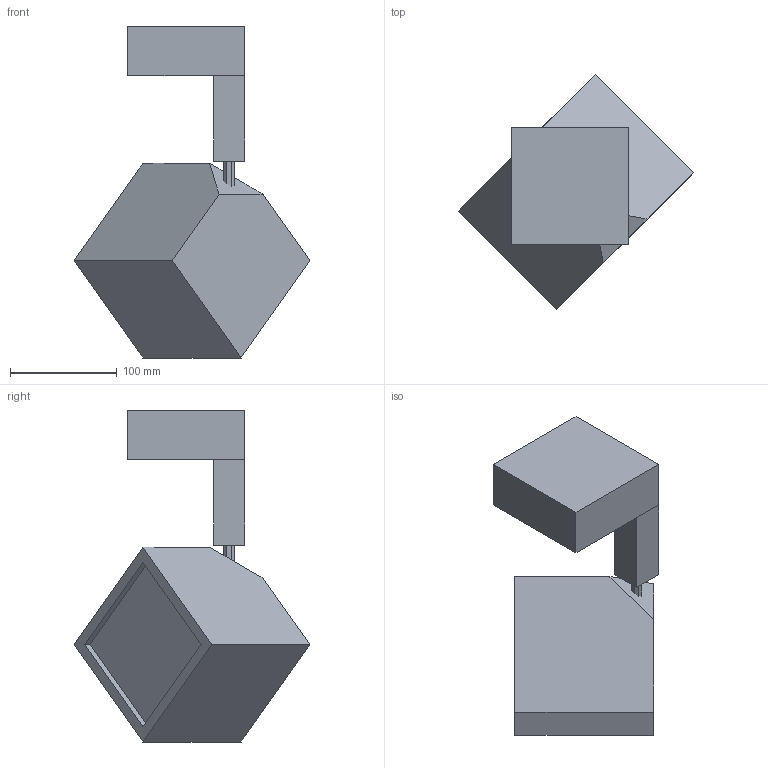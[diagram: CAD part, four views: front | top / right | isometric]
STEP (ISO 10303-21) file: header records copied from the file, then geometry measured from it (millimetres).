
FILE_DESCRIPTION(/* description */ (''),/* implementation_level */ '2;1');
FILE_NAME(/* name */ 'EPULO 13',/* time_stamp */ '2015-04-20T16:39:36+02:00',/* author */ (''),/* organization */ (''),/* preprocessor_version */ 'ST-DEVELOPER v10',/* originating_system */ '',/* authorisation */ '');
FILE_SCHEMA (('CONFIG_CONTROL_DESIGN'));
Length unit declared in the file: millimetre
Products named in the file (1): 1
Bounding box: 220.92 x 220.92 x 310.8 mm (x, y, z)
Volume: 2698591 mm3; surface area: 157251.5 mm2
Topology: 2 solids, 3 shells, 33 faces, 84 edges, 58 vertices
Faces by surface type: plane 32, bspline 1
Entity records: 979 total; most frequent: CARTESIAN_POINT 290, ORIENTED_EDGE 158, B_SPLINE_CURVE_WITH_KNOTS 84, EDGE_CURVE 83, VERTEX_POINT 57, DIRECTION 40, AXIS2_PLACEMENT_3D 36, EDGE_LOOP 35
